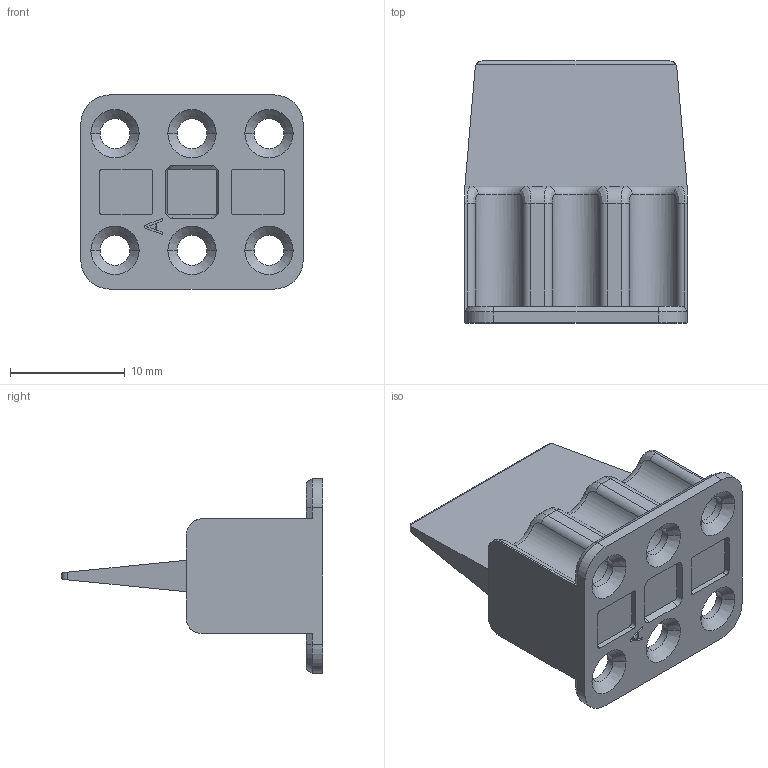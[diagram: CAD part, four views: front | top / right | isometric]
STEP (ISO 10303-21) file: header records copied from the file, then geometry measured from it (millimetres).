
FILE_DESCRIPTION((''),'2;1');
FILE_NAME('AWP-6SA_ASM','2020-04-07T',('peter.yang'),(''),'PRO/ENGINEER BY PARAMETRIC TECHNOLOGY CORPORATION, 2016360','PRO/ENGINEER BY PARAMETRIC TECHNOLOGY CORPORATION, 2016360','');
FILE_SCHEMA(('CONFIG_CONTROL_DESIGN'));
Length unit declared in the file: millimetre
Products named in the file (2): PL000861-6SA; AWP-6SA_ASM
Assembly tree (1 placements, depth 2):
  AWP-6SA_ASM
    PL000861-6SA
Bounding box: 19.35 x 22.8 x 16.9 mm (x, y, z)
Volume: 2048.6 mm3; surface area: 2656 mm2
Topology: 1 solids, 1 shells, 198 faces, 507 edges, 316 vertices
Faces by surface type: plane 85, cylinder 73, cone 20, bspline 12, torus 6, extrusion 2
Entity records: 6908 total; most frequent: CARTESIAN_POINT 2072, ORIENTED_EDGE 1014, DIRECTION 981, EDGE_CURVE 507, AXIS2_PLACEMENT_3D 349, VERTEX_POINT 316, VECTOR 283, LINE 281
